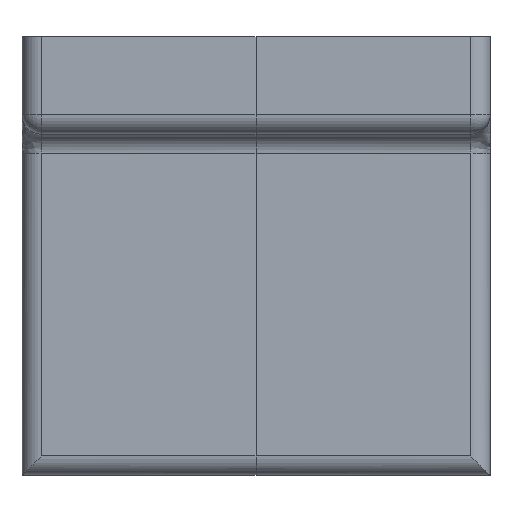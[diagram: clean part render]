
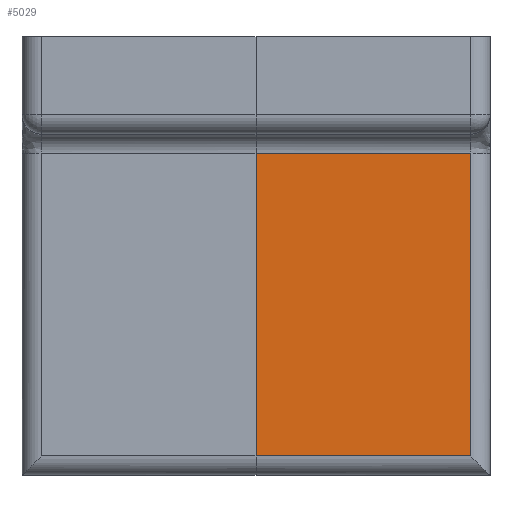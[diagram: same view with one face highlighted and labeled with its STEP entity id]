
A CAD part, front view. The second image highlights one B-rep face of the part: STEP entity #5029.
In plain terms, the highlighted planar face has unit normal (0, -1, 0).
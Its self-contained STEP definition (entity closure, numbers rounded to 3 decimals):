
#1696 = CYLINDRICAL_SURFACE('',#1697,2.);
#1697 = AXIS2_PLACEMENT_3D('',#1698,#1699,#1700);
#1698 = CARTESIAN_POINT('',(22.,2.,-5.));
#1699 = DIRECTION('',(0.,0.,-1.));
#1700 = DIRECTION('',(1.,0.,0.));
#1881 = VERTEX_POINT('',#1882);
#1882 = CARTESIAN_POINT('',(22.,0.,-7.));
#1928 = CYLINDRICAL_SURFACE('',#1929,2.);
#1929 = AXIS2_PLACEMENT_3D('',#1930,#1931,#1932);
#1930 = CARTESIAN_POINT('',(24.,-2.,-7.));
#1931 = DIRECTION('',(-1.,0.,0.));
#1932 = DIRECTION('',(0.,1.,0.));
#3521 = EDGE_CURVE('',#1881,#3522,#3524,.T.);
#3522 = VERTEX_POINT('',#3523);
#3523 = CARTESIAN_POINT('',(22.,0.,-38.));
#3524 = SURFACE_CURVE('',#3525,(#3529,#3536),.PCURVE_S1.);
#3525 = LINE('',#3526,#3527);
#3526 = CARTESIAN_POINT('',(22.,0.,-5.));
#3527 = VECTOR('',#3528,1.);
#3528 = DIRECTION('',(0.,0.,-1.));
#3529 = PCURVE('',#1696,#3530);
#3530 = DEFINITIONAL_REPRESENTATION('',(#3531),#3535);
#3531 = LINE('',#3532,#3533);
#3532 = CARTESIAN_POINT('',(1.571,0.));
#3533 = VECTOR('',#3534,1.);
#3534 = DIRECTION('',(0.,1.));
#3535 = ( GEOMETRIC_REPRESENTATION_CONTEXT(2) 
PARAMETRIC_REPRESENTATION_CONTEXT() REPRESENTATION_CONTEXT('2D SPACE',''
  ) );
#3536 = PCURVE('',#3537,#3542);
#3537 = PLANE('',#3538);
#3538 = AXIS2_PLACEMENT_3D('',#3539,#3540,#3541);
#3539 = CARTESIAN_POINT('',(0.,0.,0.));
#3540 = DIRECTION('',(0.,-1.,0.));
#3541 = DIRECTION('',(1.,0.,0.));
#3542 = DEFINITIONAL_REPRESENTATION('',(#3543),#3547);
#3543 = LINE('',#3544,#3545);
#3544 = CARTESIAN_POINT('',(22.,-5.));
#3545 = VECTOR('',#3546,1.);
#3546 = DIRECTION('',(0.,-1.));
#3547 = ( GEOMETRIC_REPRESENTATION_CONTEXT(2) 
PARAMETRIC_REPRESENTATION_CONTEXT() REPRESENTATION_CONTEXT('2D SPACE',''
  ) );
#3570 = CYLINDRICAL_SURFACE('',#3571,2.);
#3571 = AXIS2_PLACEMENT_3D('',#3572,#3573,#3574);
#3572 = CARTESIAN_POINT('',(0.,2.,-38.));
#3573 = DIRECTION('',(1.,0.,0.));
#3574 = DIRECTION('',(0.,0.,-1.));
#3913 = VERTEX_POINT('',#3914);
#3914 = CARTESIAN_POINT('',(0.,0.,-7.));
#3941 = EDGE_CURVE('',#1881,#3913,#3942,.T.);
#3942 = SURFACE_CURVE('',#3943,(#3947,#3954),.PCURVE_S1.);
#3943 = LINE('',#3944,#3945);
#3944 = CARTESIAN_POINT('',(24.,0.,-7.));
#3945 = VECTOR('',#3946,1.);
#3946 = DIRECTION('',(-1.,0.,0.));
#3947 = PCURVE('',#1928,#3948);
#3948 = DEFINITIONAL_REPRESENTATION('',(#3949),#3953);
#3949 = LINE('',#3950,#3951);
#3950 = CARTESIAN_POINT('',(0.,0.));
#3951 = VECTOR('',#3952,1.);
#3952 = DIRECTION('',(0.,1.));
#3953 = ( GEOMETRIC_REPRESENTATION_CONTEXT(2) 
PARAMETRIC_REPRESENTATION_CONTEXT() REPRESENTATION_CONTEXT('2D SPACE',''
  ) );
#3954 = PCURVE('',#3537,#3955);
#3955 = DEFINITIONAL_REPRESENTATION('',(#3956),#3960);
#3956 = LINE('',#3957,#3958);
#3957 = CARTESIAN_POINT('',(24.,-7.));
#3958 = VECTOR('',#3959,1.);
#3959 = DIRECTION('',(-1.,0.));
#3960 = ( GEOMETRIC_REPRESENTATION_CONTEXT(2) 
PARAMETRIC_REPRESENTATION_CONTEXT() REPRESENTATION_CONTEXT('2D SPACE',''
  ) );
#5029 = ADVANCED_FACE('',(#5030),#3537,.T.);
#5030 = FACE_BOUND('',#5031,.T.);
#5031 = EDGE_LOOP('',(#5032,#5060,#5081,#5082));
#5032 = ORIENTED_EDGE('',*,*,#5033,.T.);
#5033 = EDGE_CURVE('',#3913,#5034,#5036,.T.);
#5034 = VERTEX_POINT('',#5035);
#5035 = CARTESIAN_POINT('',(0.,0.,-38.));
#5036 = SURFACE_CURVE('',#5037,(#5041,#5048),.PCURVE_S1.);
#5037 = LINE('',#5038,#5039);
#5038 = CARTESIAN_POINT('',(0.,0.,0.));
#5039 = VECTOR('',#5040,1.);
#5040 = DIRECTION('',(0.,0.,-1.));
#5041 = PCURVE('',#3537,#5042);
#5042 = DEFINITIONAL_REPRESENTATION('',(#5043),#5047);
#5043 = LINE('',#5044,#5045);
#5044 = CARTESIAN_POINT('',(0.,0.));
#5045 = VECTOR('',#5046,1.);
#5046 = DIRECTION('',(0.,-1.));
#5047 = ( GEOMETRIC_REPRESENTATION_CONTEXT(2) 
PARAMETRIC_REPRESENTATION_CONTEXT() REPRESENTATION_CONTEXT('2D SPACE',''
  ) );
#5048 = PCURVE('',#5049,#5054);
#5049 = PLANE('',#5050);
#5050 = AXIS2_PLACEMENT_3D('',#5051,#5052,#5053);
#5051 = CARTESIAN_POINT('',(0.,0.,0.));
#5052 = DIRECTION('',(0.,-1.,0.));
#5053 = DIRECTION('',(1.,0.,0.));
#5054 = DEFINITIONAL_REPRESENTATION('',(#5055),#5059);
#5055 = LINE('',#5056,#5057);
#5056 = CARTESIAN_POINT('',(0.,0.));
#5057 = VECTOR('',#5058,1.);
#5058 = DIRECTION('',(0.,-1.));
#5059 = ( GEOMETRIC_REPRESENTATION_CONTEXT(2) 
PARAMETRIC_REPRESENTATION_CONTEXT() REPRESENTATION_CONTEXT('2D SPACE',''
  ) );
#5060 = ORIENTED_EDGE('',*,*,#5061,.T.);
#5061 = EDGE_CURVE('',#5034,#3522,#5062,.T.);
#5062 = SURFACE_CURVE('',#5063,(#5067,#5074),.PCURVE_S1.);
#5063 = LINE('',#5064,#5065);
#5064 = CARTESIAN_POINT('',(0.,0.,-38.));
#5065 = VECTOR('',#5066,1.);
#5066 = DIRECTION('',(1.,0.,0.));
#5067 = PCURVE('',#3537,#5068);
#5068 = DEFINITIONAL_REPRESENTATION('',(#5069),#5073);
#5069 = LINE('',#5070,#5071);
#5070 = CARTESIAN_POINT('',(0.,-38.));
#5071 = VECTOR('',#5072,1.);
#5072 = DIRECTION('',(1.,0.));
#5073 = ( GEOMETRIC_REPRESENTATION_CONTEXT(2) 
PARAMETRIC_REPRESENTATION_CONTEXT() REPRESENTATION_CONTEXT('2D SPACE',''
  ) );
#5074 = PCURVE('',#3570,#5075);
#5075 = DEFINITIONAL_REPRESENTATION('',(#5076),#5080);
#5076 = LINE('',#5077,#5078);
#5077 = CARTESIAN_POINT('',(-1.571,0.));
#5078 = VECTOR('',#5079,1.);
#5079 = DIRECTION('',(0.,1.));
#5080 = ( GEOMETRIC_REPRESENTATION_CONTEXT(2) 
PARAMETRIC_REPRESENTATION_CONTEXT() REPRESENTATION_CONTEXT('2D SPACE',''
  ) );
#5081 = ORIENTED_EDGE('',*,*,#3521,.F.);
#5082 = ORIENTED_EDGE('',*,*,#3941,.T.);
